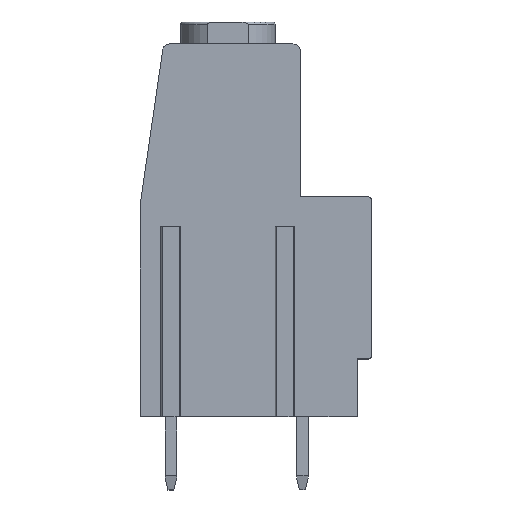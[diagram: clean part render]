
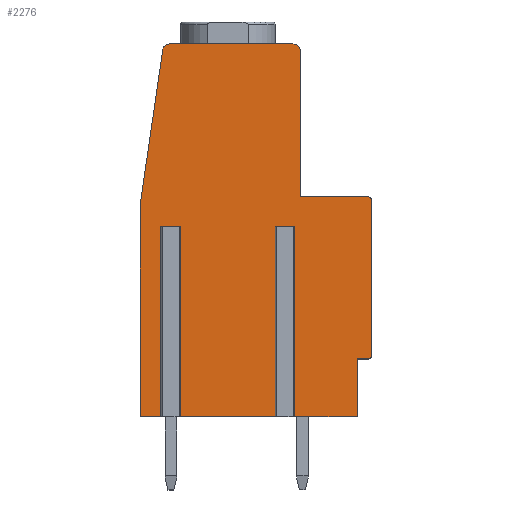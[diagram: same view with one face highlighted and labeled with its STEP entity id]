
A CAD part, top view. The second image highlights one B-rep face of the part: STEP entity #2276.
In plain terms, the highlighted planar face has unit normal (0, 0, 1).
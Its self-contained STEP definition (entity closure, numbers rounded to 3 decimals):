
#15=DIRECTION('',(1.,0.,0.));
#16=VECTOR('',#15,0.8);
#17=CARTESIAN_POINT('',(-6.226,0.25,3.175));
#18=LINE('',#17,#16);
#19=DIRECTION('',(0.,1.,0.));
#20=VECTOR('',#19,13.);
#21=CARTESIAN_POINT('',(-6.226,-12.75,3.175));
#22=LINE('',#21,#20);
#23=DIRECTION('',(-1.,0.,0.));
#24=VECTOR('',#23,1.699);
#25=CARTESIAN_POINT('',(-6.226,-12.75,3.175));
#26=LINE('',#25,#24);
#27=DIRECTION('',(0.,1.,0.));
#28=VECTOR('',#27,14.5);
#29=CARTESIAN_POINT('',(-7.925,-12.75,3.175));
#30=LINE('',#29,#28);
#31=DIRECTION('',(0.144,0.99,0.));
#32=VECTOR('',#31,10.683);
#33=CARTESIAN_POINT('',(-7.925,1.75,3.175));
#34=LINE('',#33,#32);
#35=CARTESIAN_POINT('',(-5.892,12.25,3.175));
#36=DIRECTION('',(0.,0.,-1.));
#37=DIRECTION('',(-0.99,0.144,0.));
#38=AXIS2_PLACEMENT_3D('',#35,#36,#37);
#40=CARTESIAN_POINT('',(2.525,12.25,3.175));
#41=DIRECTION('',(0.,0.,-1.));
#42=DIRECTION('',(0.,1.,0.));
#43=AXIS2_PLACEMENT_3D('',#40,#41,#42);
#45=DIRECTION('',(0.,-1.,0.));
#46=VECTOR('',#45,9.95);
#47=CARTESIAN_POINT('',(3.025,12.25,3.175));
#48=LINE('',#47,#46);
#49=DIRECTION('',(1.,0.,0.));
#50=VECTOR('',#49,4.6);
#51=CARTESIAN_POINT('',(3.025,2.3,3.175));
#52=LINE('',#51,#50);
#53=CARTESIAN_POINT('',(7.625,2.,3.175));
#54=DIRECTION('',(0.,0.,-1.));
#55=DIRECTION('',(0.,1.,0.));
#56=AXIS2_PLACEMENT_3D('',#53,#54,#55);
#58=DIRECTION('',(0.,-1.,0.));
#59=VECTOR('',#58,10.5);
#60=CARTESIAN_POINT('',(7.925,2.,3.175));
#61=LINE('',#60,#59);
#62=CARTESIAN_POINT('',(7.625,-8.5,3.175));
#63=DIRECTION('',(0.,0.,-1.));
#64=DIRECTION('',(1.,0.,0.));
#65=AXIS2_PLACEMENT_3D('',#62,#63,#64);
#67=DIRECTION('',(-1.,0.,0.));
#68=VECTOR('',#67,0.7);
#69=CARTESIAN_POINT('',(7.625,-8.8,3.175));
#70=LINE('',#69,#68);
#71=DIRECTION('',(0.,-1.,0.));
#72=VECTOR('',#71,3.95);
#73=CARTESIAN_POINT('',(6.925,-8.8,3.175));
#74=LINE('',#73,#72);
#75=DIRECTION('',(-1.,0.,0.));
#76=VECTOR('',#75,4.551);
#77=CARTESIAN_POINT('',(6.925,-12.75,3.175));
#78=LINE('',#77,#76);
#79=DIRECTION('',(0.,1.,0.));
#80=VECTOR('',#79,13.);
#81=CARTESIAN_POINT('',(2.374,-12.75,3.175));
#82=LINE('',#81,#80);
#83=DIRECTION('',(1.,0.,0.));
#84=VECTOR('',#83,0.8);
#85=CARTESIAN_POINT('',(1.574,0.25,3.175));
#86=LINE('',#85,#84);
#87=DIRECTION('',(0.,1.,0.));
#88=VECTOR('',#87,13.);
#89=CARTESIAN_POINT('',(1.574,-12.75,3.175));
#90=LINE('',#89,#88);
#91=DIRECTION('',(-1.,0.,0.));
#92=VECTOR('',#91,7.);
#93=CARTESIAN_POINT('',(1.574,-12.75,3.175));
#94=LINE('',#93,#92);
#95=DIRECTION('',(0.,1.,0.));
#96=VECTOR('',#95,13.);
#97=CARTESIAN_POINT('',(-5.426,-12.75,3.175));
#98=LINE('',#97,#96);
#391=DIRECTION('',(-1.,0.,0.));
#392=VECTOR('',#391,8.417);
#393=CARTESIAN_POINT('',(2.525,12.75,3.175));
#394=LINE('',#393,#392);
#1743=CARTESIAN_POINT('',(6.925,-8.8,3.175));
#1744=CARTESIAN_POINT('',(6.925,-12.75,3.175));
#1745=VERTEX_POINT('',#1743);
#1746=VERTEX_POINT('',#1744);
#1747=CARTESIAN_POINT('',(7.625,-8.8,3.175));
#1748=VERTEX_POINT('',#1747);
#1749=CARTESIAN_POINT('',(7.925,-8.5,3.175));
#1750=VERTEX_POINT('',#1749);
#1751=CARTESIAN_POINT('',(7.925,2.,3.175));
#1752=VERTEX_POINT('',#1751);
#1753=CARTESIAN_POINT('',(7.625,2.3,3.175));
#1754=VERTEX_POINT('',#1753);
#1755=CARTESIAN_POINT('',(3.025,2.3,3.175));
#1756=VERTEX_POINT('',#1755);
#1757=CARTESIAN_POINT('',(3.025,12.25,3.175));
#1758=VERTEX_POINT('',#1757);
#1759=CARTESIAN_POINT('',(2.525,12.75,3.175));
#1760=VERTEX_POINT('',#1759);
#1761=CARTESIAN_POINT('',(-6.387,12.322,3.175));
#1762=CARTESIAN_POINT('',(-5.892,12.75,3.175));
#1763=VERTEX_POINT('',#1761);
#1764=VERTEX_POINT('',#1762);
#1765=CARTESIAN_POINT('',(-7.925,1.75,3.175));
#1766=VERTEX_POINT('',#1765);
#1767=CARTESIAN_POINT('',(-7.925,-12.75,3.175));
#1768=VERTEX_POINT('',#1767);
#1827=CARTESIAN_POINT('',(-6.226,0.25,3.175));
#1828=CARTESIAN_POINT('',(-5.426,0.25,3.175));
#1829=VERTEX_POINT('',#1827);
#1830=VERTEX_POINT('',#1828);
#1831=CARTESIAN_POINT('',(1.574,0.25,3.175));
#1832=CARTESIAN_POINT('',(2.374,0.25,3.175));
#1833=VERTEX_POINT('',#1831);
#1834=VERTEX_POINT('',#1832);
#1835=CARTESIAN_POINT('',(-5.426,-12.75,3.175));
#1836=VERTEX_POINT('',#1835);
#1837=CARTESIAN_POINT('',(-6.226,-12.75,3.175));
#1838=VERTEX_POINT('',#1837);
#1839=CARTESIAN_POINT('',(1.574,-12.75,3.175));
#1840=VERTEX_POINT('',#1839);
#1841=CARTESIAN_POINT('',(2.374,-12.75,3.175));
#1842=VERTEX_POINT('',#1841);
#2227=CARTESIAN_POINT('',(0.,0.,3.175));
#2228=DIRECTION('',(0.,0.,1.));
#2229=DIRECTION('',(1.,0.,0.));
#2230=AXIS2_PLACEMENT_3D('',#2227,#2228,#2229);
#2231=PLANE('',#2230);
#2233=ORIENTED_EDGE('',*,*,#2232,.F.);
#2235=ORIENTED_EDGE('',*,*,#2234,.F.);
#2237=ORIENTED_EDGE('',*,*,#2236,.T.);
#2239=ORIENTED_EDGE('',*,*,#2238,.T.);
#2241=ORIENTED_EDGE('',*,*,#2240,.T.);
#2243=ORIENTED_EDGE('',*,*,#2242,.T.);
#2245=ORIENTED_EDGE('',*,*,#2244,.F.);
#2247=ORIENTED_EDGE('',*,*,#2246,.T.);
#2249=ORIENTED_EDGE('',*,*,#2248,.T.);
#2251=ORIENTED_EDGE('',*,*,#2250,.T.);
#2253=ORIENTED_EDGE('',*,*,#2252,.T.);
#2255=ORIENTED_EDGE('',*,*,#2254,.T.);
#2257=ORIENTED_EDGE('',*,*,#2256,.T.);
#2259=ORIENTED_EDGE('',*,*,#2258,.T.);
#2261=ORIENTED_EDGE('',*,*,#2260,.T.);
#2263=ORIENTED_EDGE('',*,*,#2262,.T.);
#2265=ORIENTED_EDGE('',*,*,#2264,.T.);
#2267=ORIENTED_EDGE('',*,*,#2266,.F.);
#2269=ORIENTED_EDGE('',*,*,#2268,.F.);
#2271=ORIENTED_EDGE('',*,*,#2270,.T.);
#2273=ORIENTED_EDGE('',*,*,#2272,.T.);
#2274=EDGE_LOOP('',(#2233,#2235,#2237,#2239,#2241,#2243,#2245,#2247,#2249,#2251,
#2253,#2255,#2257,#2259,#2261,#2263,#2265,#2267,#2269,#2271,#2273));
#2275=FACE_OUTER_BOUND('',#2274,.F.);
#39=CIRCLE('',#38,0.5);
#44=CIRCLE('',#43,0.5);
#57=CIRCLE('',#56,0.3);
#66=CIRCLE('',#65,0.3);
#2232=EDGE_CURVE('',#1829,#1830,#18,.T.);
#2234=EDGE_CURVE('',#1838,#1829,#22,.T.);
#2236=EDGE_CURVE('',#1838,#1768,#26,.T.);
#2238=EDGE_CURVE('',#1768,#1766,#30,.T.);
#2240=EDGE_CURVE('',#1766,#1763,#34,.T.);
#2242=EDGE_CURVE('',#1763,#1764,#39,.T.);
#2244=EDGE_CURVE('',#1760,#1764,#394,.T.);
#2246=EDGE_CURVE('',#1760,#1758,#44,.T.);
#2248=EDGE_CURVE('',#1758,#1756,#48,.T.);
#2250=EDGE_CURVE('',#1756,#1754,#52,.T.);
#2252=EDGE_CURVE('',#1754,#1752,#57,.T.);
#2254=EDGE_CURVE('',#1752,#1750,#61,.T.);
#2256=EDGE_CURVE('',#1750,#1748,#66,.T.);
#2258=EDGE_CURVE('',#1748,#1745,#70,.T.);
#2260=EDGE_CURVE('',#1745,#1746,#74,.T.);
#2262=EDGE_CURVE('',#1746,#1842,#78,.T.);
#2264=EDGE_CURVE('',#1842,#1834,#82,.T.);
#2266=EDGE_CURVE('',#1833,#1834,#86,.T.);
#2268=EDGE_CURVE('',#1840,#1833,#90,.T.);
#2270=EDGE_CURVE('',#1840,#1836,#94,.T.);
#2272=EDGE_CURVE('',#1836,#1830,#98,.T.);
#2276=ADVANCED_FACE('',(#2275),#2231,.T.);
